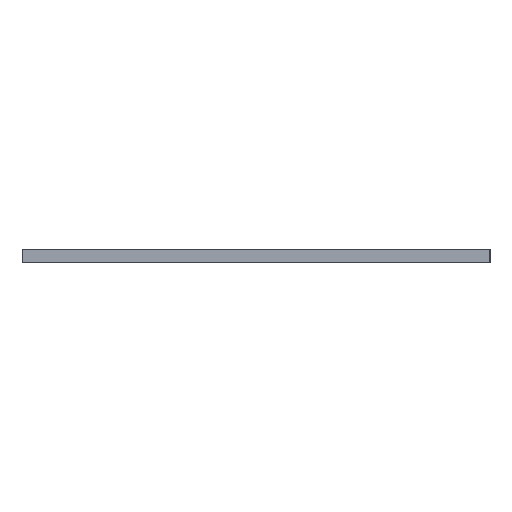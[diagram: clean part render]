
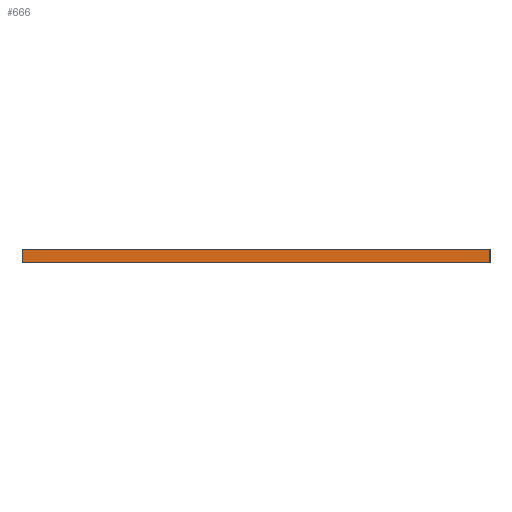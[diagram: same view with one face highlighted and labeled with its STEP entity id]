
A CAD part, left-side view. The second image highlights one B-rep face of the part: STEP entity #666.
In plain terms, the highlighted planar face has unit normal (-1, 0, 0).
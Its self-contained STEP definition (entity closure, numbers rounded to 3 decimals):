
#9 = EDGE_CURVE ( 'NONE', #483, #449, #942, .T. ) ;
#25 = EDGE_CURVE ( 'NONE', #458, #483, #979, .T. ) ;
#30 = EDGE_CURVE ( 'NONE', #450, #449, #941, .T. ) ;
#32 = EDGE_CURVE ( 'NONE', #458, #450, #956, .T. ) ;
#132 = AXIS2_PLACEMENT_3D ( 'NONE', #423, #436, #433 ) ;
#304 = CARTESIAN_POINT ( 'NONE',  ( -107.5, -52.5, 3. ) ) ;
#310 = CARTESIAN_POINT ( 'NONE',  ( -107.5, -52.5, 0. ) ) ;
#323 = CARTESIAN_POINT ( 'NONE',  ( -107.5, 52.5, 3. ) ) ;
#349 = CARTESIAN_POINT ( 'NONE',  ( -107.5, 52.5, 0. ) ) ;
#422 = PLANE ( 'NONE',  #132 ) ;
#423 = CARTESIAN_POINT ( 'NONE',  ( -107.5, 52.5, 3. ) ) ;
#433 = DIRECTION ( 'NONE',  ( 0., 1., 0. ) ) ;
#436 = DIRECTION ( 'NONE',  ( 1., 0., 0. ) ) ;
#449 = VERTEX_POINT ( 'NONE', #310 ) ;
#450 = VERTEX_POINT ( 'NONE', #304 ) ;
#458 = VERTEX_POINT ( 'NONE', #323 ) ;
#483 = VERTEX_POINT ( 'NONE', #349 ) ;
#505 = CARTESIAN_POINT ( 'NONE',  ( -107.5, 52.5, 0. ) ) ;
#560 = DIRECTION ( 'NONE',  ( 0., -1., 0. ) ) ;
#561 = DIRECTION ( 'NONE',  ( 0., 0., -1. ) ) ;
#562 = CARTESIAN_POINT ( 'NONE',  ( -107.5, 52.5, 3. ) ) ;
#567 = CARTESIAN_POINT ( 'NONE',  ( -107.5, 52.5, 3. ) ) ;
#577 = DIRECTION ( 'NONE',  ( 0., 0., -1. ) ) ;
#581 = DIRECTION ( 'NONE',  ( 0., -1., 0. ) ) ;
#582 = CARTESIAN_POINT ( 'NONE',  ( -107.5, -52.5, 3. ) ) ;
#666 = ADVANCED_FACE ( 'NONE', ( #1082 ), #422, .F. ) ;
#699 = EDGE_LOOP ( 'NONE', ( #773, #769, #754, #745 ) ) ;
#745 = ORIENTED_EDGE ( 'NONE', *, *, #25, .T. ) ;
#754 = ORIENTED_EDGE ( 'NONE', *, *, #32, .F. ) ;
#769 = ORIENTED_EDGE ( 'NONE', *, *, #30, .F. ) ;
#773 = ORIENTED_EDGE ( 'NONE', *, *, #9, .T. ) ;
#921 = VECTOR ( 'NONE', #560, 1000. ) ;
#941 = LINE ( 'NONE', #582, #960 ) ;
#942 = LINE ( 'NONE', #505, #921 ) ;
#956 = LINE ( 'NONE', #567, #982 ) ;
#960 = VECTOR ( 'NONE', #577, 1000. ) ;
#979 = LINE ( 'NONE', #562, #996 ) ;
#982 = VECTOR ( 'NONE', #581, 1000. ) ;
#996 = VECTOR ( 'NONE', #561, 1000. ) ;
#1082 = FACE_OUTER_BOUND ( 'NONE', #699, .T. ) ;
